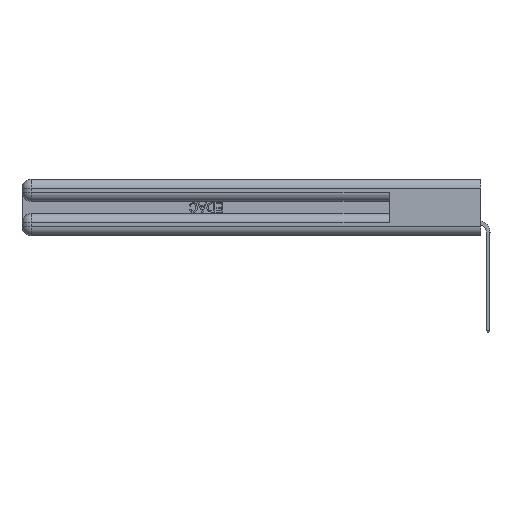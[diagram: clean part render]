
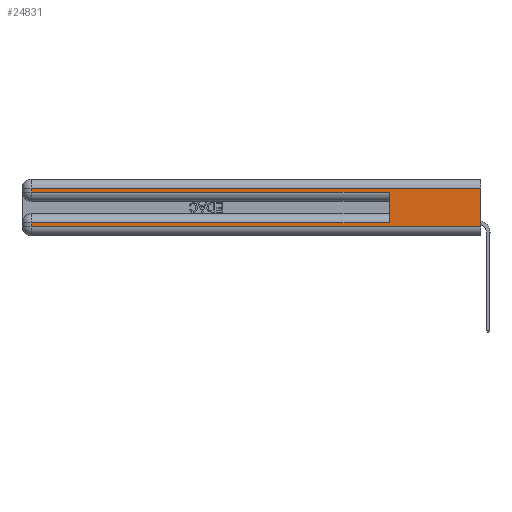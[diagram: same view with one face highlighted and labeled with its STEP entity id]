
A CAD part, left-side view. The second image highlights one B-rep face of the part: STEP entity #24831.
In plain terms, the highlighted planar face has unit normal (-1, 0, 0).
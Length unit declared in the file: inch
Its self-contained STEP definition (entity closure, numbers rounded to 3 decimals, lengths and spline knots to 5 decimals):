
#1186 = AXIS2_PLACEMENT_3D ( 'NONE', #24136, #24309, #32387 ) ;
#2187 = CARTESIAN_POINT ( 'NONE',  ( 0., 2.94, 0.37 ) ) ;
#3087 = ORIENTED_EDGE ( 'NONE', *, *, #45871, .T. ) ;
#3198 = EDGE_CURVE ( 'NONE', #8288, #48808, #38780, .T. ) ;
#3872 = ORIENTED_EDGE ( 'NONE', *, *, #3198, .F. ) ;
#6818 = EDGE_CURVE ( 'NONE', #26863, #33025, #20839, .T. ) ;
#7024 = CARTESIAN_POINT ( 'NONE',  ( 0., 0.6, 0.285 ) ) ;
#7217 = ORIENTED_EDGE ( 'NONE', *, *, #47412, .F. ) ;
#8288 = VERTEX_POINT ( 'NONE', #16967 ) ;
#9458 = DIRECTION ( 'NONE',  ( 0., -1., 0. ) ) ;
#9827 = LINE ( 'NONE', #40425, #16342 ) ;
#10604 = EDGE_CURVE ( 'NONE', #33025, #13823, #10766, .T. ) ;
#10766 = LINE ( 'NONE', #23824, #42403 ) ;
#10946 = DIRECTION ( 'NONE',  ( 0., 1., 0. ) ) ;
#11397 = LINE ( 'NONE', #46820, #23009 ) ;
#13823 = VERTEX_POINT ( 'NONE', #7024 ) ;
#14200 = CARTESIAN_POINT ( 'NONE',  ( 0., 2.94, 0.085 ) ) ;
#15328 = DIRECTION ( 'NONE',  ( 0., -1., 0. ) ) ;
#15728 = DIRECTION ( 'NONE',  ( 0., 1., 0. ) ) ;
#16096 = CARTESIAN_POINT ( 'NONE',  ( 0., 2.94, 0.285 ) ) ;
#16342 = VECTOR ( 'NONE', #15728, 39.37008 ) ;
#16967 = CARTESIAN_POINT ( 'NONE',  ( 0., 0., 0.31 ) ) ;
#19085 = VECTOR ( 'NONE', #44515, 39.37008 ) ;
#19574 = CARTESIAN_POINT ( 'NONE',  ( 0., 2.94, 0.06 ) ) ;
#20243 = VECTOR ( 'NONE', #10946, 39.37008 ) ;
#20839 = LINE ( 'NONE', #2187, #21467 ) ;
#21066 = VERTEX_POINT ( 'NONE', #14200 ) ;
#21467 = VECTOR ( 'NONE', #48031, 39.37008 ) ;
#23009 = VECTOR ( 'NONE', #9458, 39.37008 ) ;
#23824 = CARTESIAN_POINT ( 'NONE',  ( 0., 0., 0.285 ) ) ;
#23946 = PLANE ( 'NONE',  #1186 ) ;
#24136 = CARTESIAN_POINT ( 'NONE',  ( 0., 0., 0.37 ) ) ;
#24309 = DIRECTION ( 'NONE',  ( 1., 0., 0. ) ) ;
#24831 = ADVANCED_FACE ( 'NONE', ( #29074 ), #23946, .F. ) ;
#26863 = VERTEX_POINT ( 'NONE', #36061 ) ;
#28657 = VECTOR ( 'NONE', #38688, 39.37008 ) ;
#29074 = FACE_OUTER_BOUND ( 'NONE', #52538, .T. ) ;
#30624 = EDGE_CURVE ( 'NONE', #31400, #21066, #42781, .T. ) ;
#31400 = VERTEX_POINT ( 'NONE', #47404 ) ;
#32387 = DIRECTION ( 'NONE',  ( 0., 0., -1. ) ) ;
#33025 = VERTEX_POINT ( 'NONE', #16096 ) ;
#35289 = CARTESIAN_POINT ( 'NONE',  ( 0., 0., 0.085 ) ) ;
#35383 = ORIENTED_EDGE ( 'NONE', *, *, #10604, .T. ) ;
#35779 = EDGE_CURVE ( 'NONE', #21066, #44463, #51229, .T. ) ;
#36061 = CARTESIAN_POINT ( 'NONE',  ( 0., 2.94, 0.31 ) ) ;
#37340 = CARTESIAN_POINT ( 'NONE',  ( 0., 0., 0.06 ) ) ;
#37735 = CARTESIAN_POINT ( 'NONE',  ( 0., 0., 0.37 ) ) ;
#38688 = DIRECTION ( 'NONE',  ( 0., 0., -1. ) ) ;
#38780 = LINE ( 'NONE', #37735, #47805 ) ;
#40425 = CARTESIAN_POINT ( 'NONE',  ( 0., 0., 0.31 ) ) ;
#41311 = ORIENTED_EDGE ( 'NONE', *, *, #6818, .T. ) ;
#41775 = EDGE_CURVE ( 'NONE', #8288, #26863, #9827, .T. ) ;
#42318 = LINE ( 'NONE', #43063, #19085 ) ;
#42403 = VECTOR ( 'NONE', #15328, 39.37008 ) ;
#42781 = LINE ( 'NONE', #35289, #20243 ) ;
#43063 = CARTESIAN_POINT ( 'NONE',  ( 0., 0.6, 0.145 ) ) ;
#44463 = VERTEX_POINT ( 'NONE', #19574 ) ;
#44515 = DIRECTION ( 'NONE',  ( 0., 0., 1. ) ) ;
#45267 = CARTESIAN_POINT ( 'NONE',  ( 0., 2.94, 0.37 ) ) ;
#45871 = EDGE_CURVE ( 'NONE', #44463, #48808, #11397, .T. ) ;
#46820 = CARTESIAN_POINT ( 'NONE',  ( 0., 0., 0.06 ) ) ;
#47404 = CARTESIAN_POINT ( 'NONE',  ( 0., 0.6, 0.085 ) ) ;
#47412 = EDGE_CURVE ( 'NONE', #31400, #13823, #42318, .T. ) ;
#47805 = VECTOR ( 'NONE', #50541, 39.37008 ) ;
#48031 = DIRECTION ( 'NONE',  ( 0., 0., -1. ) ) ;
#48592 = ORIENTED_EDGE ( 'NONE', *, *, #41775, .T. ) ;
#48808 = VERTEX_POINT ( 'NONE', #37340 ) ;
#49736 = ORIENTED_EDGE ( 'NONE', *, *, #35779, .T. ) ;
#50541 = DIRECTION ( 'NONE',  ( 0., 0., -1. ) ) ;
#51120 = ORIENTED_EDGE ( 'NONE', *, *, #30624, .T. ) ;
#51229 = LINE ( 'NONE', #45267, #28657 ) ;
#52538 = EDGE_LOOP ( 'NONE', ( #3872, #48592, #41311, #35383, #7217, #51120, #49736, #3087 ) ) ;
